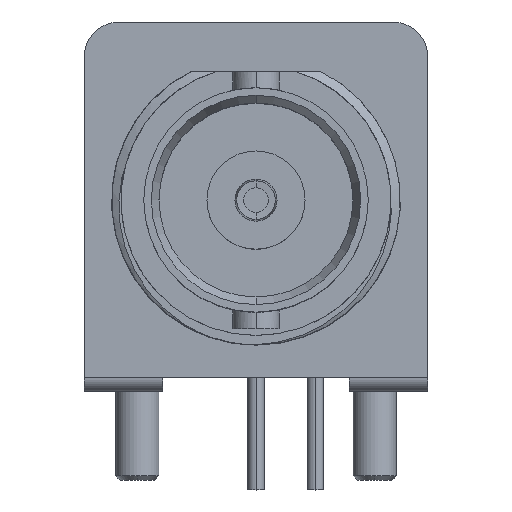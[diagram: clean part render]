
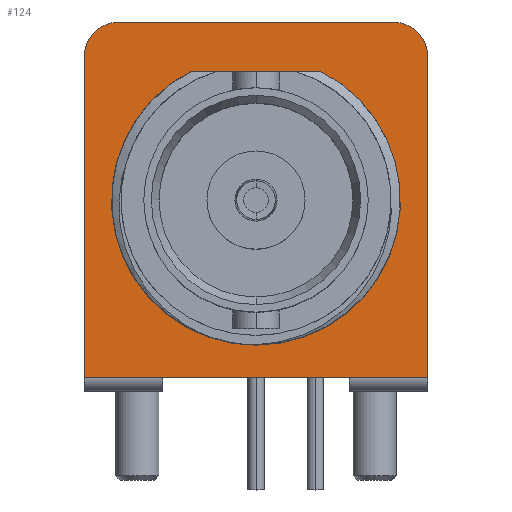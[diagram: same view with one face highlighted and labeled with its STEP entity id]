
A CAD part, top view. The second image highlights one B-rep face of the part: STEP entity #124.
In plain terms, the highlighted planar face has unit normal (0, 0, 1).
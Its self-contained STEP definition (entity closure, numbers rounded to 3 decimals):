
#124=ADVANCED_FACE('',(#386,#387),#388,.T.);
#386=FACE_OUTER_BOUND('',#2832,.T.);
#387=FACE_BOUND('',#2833,.T.);
#388=PLANE('',#2834);
#2832=EDGE_LOOP('',(#3594,#3595,#3596,#3597,#3598,#3599));
#2833=EDGE_LOOP('',(#3600,#3601,#3602,#3603,#3604,#3605));
#2834=AXIS2_PLACEMENT_3D('',#3606,#3607,#3608);
#3594=ORIENTED_EDGE('',*,*,#4623,.T.);
#3595=ORIENTED_EDGE('',*,*,#4624,.T.);
#3596=ORIENTED_EDGE('',*,*,#4625,.T.);
#3597=ORIENTED_EDGE('',*,*,#4626,.T.);
#3598=ORIENTED_EDGE('',*,*,#4627,.T.);
#3599=ORIENTED_EDGE('',*,*,#4628,.T.);
#3600=ORIENTED_EDGE('',*,*,#4622,.T.);
#3601=ORIENTED_EDGE('',*,*,#4580,.F.);
#3602=ORIENTED_EDGE('',*,*,#4613,.T.);
#3603=ORIENTED_EDGE('',*,*,#4618,.T.);
#3604=ORIENTED_EDGE('',*,*,#4489,.T.);
#3605=ORIENTED_EDGE('',*,*,#4620,.T.);
#3606=CARTESIAN_POINT('',(0.0,0.0,-21.1));
#3607=DIRECTION('',(0.0,0.0,1.0));
#3608=DIRECTION('',(1.0,-0.0,0.0));
#4489=EDGE_CURVE('',#5037,#5035,#5038,.T.);
#4580=EDGE_CURVE('',#5188,#5190,#5191,.T.);
#4613=EDGE_CURVE('',#5188,#5229,#5231,.T.);
#4618=EDGE_CURVE('',#5229,#5037,#5236,.T.);
#4620=EDGE_CURVE('',#5035,#5237,#5239,.T.);
#4622=EDGE_CURVE('',#5237,#5190,#5241,.T.);
#4623=EDGE_CURVE('',#5242,#5243,#5244,.T.);
#4624=EDGE_CURVE('',#5243,#5245,#5246,.T.);
#4625=EDGE_CURVE('',#5245,#5247,#5248,.T.);
#4626=EDGE_CURVE('',#5247,#5249,#5250,.T.);
#4627=EDGE_CURVE('',#5249,#5251,#5252,.T.);
#4628=EDGE_CURVE('',#5251,#5242,#5253,.T.);
#5035=VERTEX_POINT('',#6525);
#5037=VERTEX_POINT('',#6528);
#5038=LINE('',#6529,#6530);
#5188=VERTEX_POINT('',#7513);
#5190=VERTEX_POINT('',#7532);
#5191=CIRCLE('',#7533,6.175);
#5229=VERTEX_POINT('',#8284);
#5231=B_SPLINE_CURVE_WITH_KNOTS('',3,(#8314,#8315,#8316,#8317,#8318,#8319,#8320,#8321,#8322,#8323,#8324,#8325,#8326,#8327),.UNSPECIFIED.,.F.,.F.,(4,1,1,1,1,1,1,1,1,1,1,4),(0.0,0.091,0.182,0.273,0.364,0.455,0.545,0.636,0.727,0.818,0.909,1.0),.UNSPECIFIED.);
#5236=B_SPLINE_CURVE_WITH_KNOTS('',3,(#8456,#8457,#8458,#8459,#8460,#8461,#8462,#8463,#8464,#8465,#8466,#8467,#8468,#8469,#8470),.UNSPECIFIED.,.F.,.F.,(4,1,1,1,1,1,1,1,1,1,1,1,4),(0.0,0.083,0.167,0.25,0.333,0.417,0.5,0.583,0.667,0.75,0.833,0.917,1.0),.UNSPECIFIED.);
#5237=VERTEX_POINT('',#8471);
#5239=B_SPLINE_CURVE_WITH_KNOTS('',3,(#8478,#8479,#8480,#8481,#8482,#8483,#8484,#8485),.UNSPECIFIED.,.F.,.F.,(4,1,1,1,1,4),(0.0,0.2,0.4,0.6,0.8,1.0),.UNSPECIFIED.);
#5241=B_SPLINE_CURVE_WITH_KNOTS('',3,(#8488,#8489,#8490,#8491,#8492,#8493,#8494,#8495,#8496,#8497,#8498,#8499,#8500,#8501,#8502,#8503),.UNSPECIFIED.,.F.,.F.,(4,1,1,1,1,1,1,1,1,1,1,1,1,4),(0.0,0.077,0.154,0.231,0.308,0.385,0.462,0.538,0.615,0.692,0.769,0.846,0.923,1.0),.UNSPECIFIED.);
#5242=VERTEX_POINT('',#8504);
#5243=VERTEX_POINT('',#8505);
#5244=LINE('',#8506,#8507);
#5245=VERTEX_POINT('',#8508);
#5246=LINE('',#8509,#8510);
#5247=VERTEX_POINT('',#8511);
#5248=LINE('',#8512,#8513);
#5249=VERTEX_POINT('',#8514);
#5250=CIRCLE('',#8515,1.5);
#5251=VERTEX_POINT('',#8516);
#5252=LINE('',#8517,#8518);
#5253=CIRCLE('',#8519,1.5);
#6525=CARTESIAN_POINT('',(1.697,5.52,-21.1));
#6528=CARTESIAN_POINT('',(-1.697,5.52,-21.1));
#6529=CARTESIAN_POINT('',(-1.697,5.52,-21.1));
#6530=VECTOR('',#9150,3.394);
#7513=CARTESIAN_POINT('',(3.045,-5.372,-21.1));
#7532=CARTESIAN_POINT('',(4.549,-4.175,-21.1));
#7533=AXIS2_PLACEMENT_3D('',#9183,#9184,#9185);
#8284=CARTESIAN_POINT('',(-5.105,-2.701,-21.1));
#8314=CARTESIAN_POINT('',(3.045,-5.372,-21.1));
#8315=CARTESIAN_POINT('',(2.78,-5.508,-21.1));
#8316=CARTESIAN_POINT('',(2.237,-5.74,-21.1));
#8317=CARTESIAN_POINT('',(1.378,-5.967,-21.1));
#8318=CARTESIAN_POINT('',(0.496,-6.067,-21.1));
#8319=CARTESIAN_POINT('',(-0.378,-6.04,-21.1));
#8320=CARTESIAN_POINT('',(-1.246,-5.885,-21.1));
#8321=CARTESIAN_POINT('',(-2.071,-5.608,-21.1));
#8322=CARTESIAN_POINT('',(-2.845,-5.217,-21.1));
#8323=CARTESIAN_POINT('',(-3.554,-4.716,-21.1));
#8324=CARTESIAN_POINT('',(-4.173,-4.127,-21.1));
#8325=CARTESIAN_POINT('',(-4.704,-3.448,-21.1));
#8326=CARTESIAN_POINT('',(-4.983,-2.957,-21.1));
#8327=CARTESIAN_POINT('',(-5.105,-2.701,-21.1));
#8456=CARTESIAN_POINT('',(-5.105,-2.701,-21.1));
#8457=CARTESIAN_POINT('',(-5.237,-2.45,-21.1));
#8458=CARTESIAN_POINT('',(-5.463,-1.936,-21.1));
#8459=CARTESIAN_POINT('',(-5.688,-1.113,-21.1));
#8460=CARTESIAN_POINT('',(-5.789,-0.269,-21.1));
#8461=CARTESIAN_POINT('',(-5.767,0.579,-21.1));
#8462=CARTESIAN_POINT('',(-5.619,1.419,-21.1));
#8463=CARTESIAN_POINT('',(-5.352,2.223,-21.1));
#8464=CARTESIAN_POINT('',(-4.97,2.982,-21.1));
#8465=CARTESIAN_POINT('',(-4.48,3.677,-21.1));
#8466=CARTESIAN_POINT('',(-3.894,4.293,-21.1));
#8467=CARTESIAN_POINT('',(-3.222,4.818,-21.1));
#8468=CARTESIAN_POINT('',(-2.48,5.238,-21.1));
#8469=CARTESIAN_POINT('',(-1.963,5.438,-21.1));
#8470=CARTESIAN_POINT('',(-1.697,5.52,-21.1));
#8471=CARTESIAN_POINT('',(3.78,4.366,-21.1));
#8478=CARTESIAN_POINT('',(1.697,5.52,-21.1));
#8479=CARTESIAN_POINT('',(1.849,5.473,-21.1));
#8480=CARTESIAN_POINT('',(2.149,5.367,-21.1));
#8481=CARTESIAN_POINT('',(2.587,5.171,-21.1));
#8482=CARTESIAN_POINT('',(3.009,4.937,-21.1));
#8483=CARTESIAN_POINT('',(3.41,4.669,-21.1));
#8484=CARTESIAN_POINT('',(3.659,4.471,-21.1));
#8485=CARTESIAN_POINT('',(3.78,4.366,-21.1));
#8488=CARTESIAN_POINT('',(3.78,4.366,-21.1));
#8489=CARTESIAN_POINT('',(4.013,4.181,-21.1));
#8490=CARTESIAN_POINT('',(4.448,3.779,-21.1));
#8491=CARTESIAN_POINT('',(5.01,3.069,-21.1));
#8492=CARTESIAN_POINT('',(5.455,2.282,-21.1));
#8493=CARTESIAN_POINT('',(5.773,1.443,-21.1));
#8494=CARTESIAN_POINT('',(5.956,0.586,-21.1));
#8495=CARTESIAN_POINT('',(6.01,-0.206,-21.1));
#8496=CARTESIAN_POINT('',(5.971,-0.903,-21.1));
#8497=CARTESIAN_POINT('',(5.867,-1.529,-21.1));
#8498=CARTESIAN_POINT('',(5.712,-2.105,-21.1));
#8499=CARTESIAN_POINT('',(5.502,-2.66,-21.1));
#8500=CARTESIAN_POINT('',(5.237,-3.199,-21.1));
#8501=CARTESIAN_POINT('',(4.919,-3.709,-21.1));
#8502=CARTESIAN_POINT('',(4.678,-4.024,-21.1));
#8503=CARTESIAN_POINT('',(4.549,-4.175,-21.1));
#8504=CARTESIAN_POINT('',(-7.35,6.15,-21.1));
#8505=CARTESIAN_POINT('',(-7.35,-7.55,-21.1));
#8506=CARTESIAN_POINT('',(-7.35,6.15,-21.1));
#8507=VECTOR('',#9195,13.7);
#8508=CARTESIAN_POINT('',(7.35,-7.55,-21.1));
#8509=CARTESIAN_POINT('',(-7.35,-7.55,-21.1));
#8510=VECTOR('',#9196,14.7);
#8511=CARTESIAN_POINT('',(7.35,6.15,-21.1));
#8512=CARTESIAN_POINT('',(7.35,-7.55,-21.1));
#8513=VECTOR('',#9197,13.7);
#8514=CARTESIAN_POINT('',(5.85,7.65,-21.1));
#8515=AXIS2_PLACEMENT_3D('',#9198,#9199,#9200);
#8516=CARTESIAN_POINT('',(-5.85,7.65,-21.1));
#8517=CARTESIAN_POINT('',(5.85,7.65,-21.1));
#8518=VECTOR('',#9201,11.7);
#8519=AXIS2_PLACEMENT_3D('',#9202,#9203,#9204);
#9150=DIRECTION('',(1.0,0.0,0.0));
#9183=CARTESIAN_POINT('',(0.0,0.0,-21.1));
#9184=DIRECTION('',(0.0,0.0,1.0));
#9185=DIRECTION('',(0.493,-0.87,0.0));
#9195=DIRECTION('',(0.0,-1.0,0.0));
#9196=DIRECTION('',(1.0,0.0,0.0));
#9197=DIRECTION('',(0.0,1.0,0.0));
#9198=CARTESIAN_POINT('',(5.85,6.15,-21.1));
#9199=DIRECTION('',(0.0,0.0,1.0));
#9200=DIRECTION('',(1.0,0.0,0.0));
#9201=DIRECTION('',(-1.0,0.0,0.0));
#9202=CARTESIAN_POINT('',(-5.85,6.15,-21.1));
#9203=DIRECTION('',(0.0,-0.0,1.0));
#9204=DIRECTION('',(0.0,1.0,0.0));
